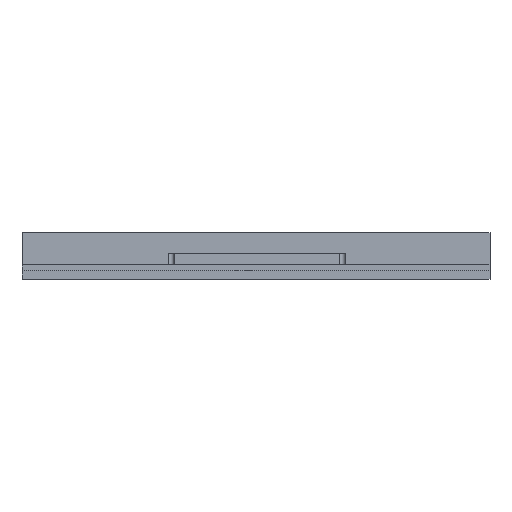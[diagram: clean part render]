
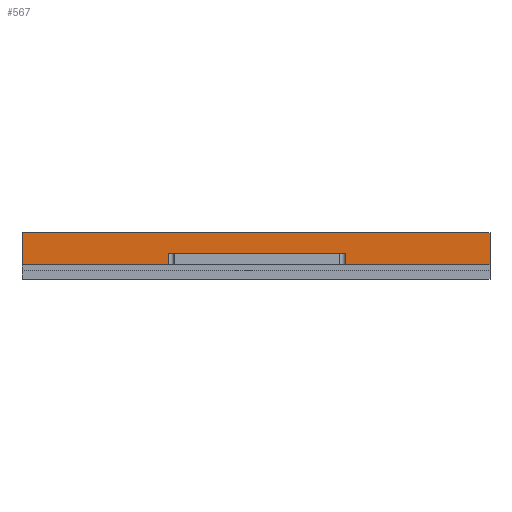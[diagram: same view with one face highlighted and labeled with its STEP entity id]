
A CAD part, front view. The second image highlights one B-rep face of the part: STEP entity #567.
In plain terms, the highlighted planar face has unit normal (0, -1, 0).
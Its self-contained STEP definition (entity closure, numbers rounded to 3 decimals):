
#40 = VERTEX_POINT ( 'NONE', #2806 ) ;
#240 = VECTOR ( 'NONE', #326, 1000. ) ;
#293 = VECTOR ( 'NONE', #523, 1000. ) ;
#294 = VECTOR ( 'NONE', #2835, 1000. ) ;
#322 = DIRECTION ( 'NONE',  ( 0., -1., 0. ) ) ;
#326 = DIRECTION ( 'NONE',  ( 0., 0., -1. ) ) ;
#327 = EDGE_CURVE ( 'NONE', #1885, #2343, #2434, .T. ) ;
#334 = DIRECTION ( 'NONE',  ( 1., 0., 0. ) ) ;
#438 = CARTESIAN_POINT ( 'NONE',  ( 0., -38., 2.5 ) ) ;
#471 = LINE ( 'NONE', #2192, #293 ) ;
#506 = VECTOR ( 'NONE', #3120, 1000. ) ;
#523 = DIRECTION ( 'NONE',  ( -1., 0., 0. ) ) ;
#532 = VERTEX_POINT ( 'NONE', #2168 ) ;
#567 = ADVANCED_FACE ( 'NONE', ( #683 ), #2852, .T. ) ;
#592 = EDGE_CURVE ( 'NONE', #2366, #532, #2825, .T. ) ;
#617 = CARTESIAN_POINT ( 'NONE',  ( 80., -38., 8. ) ) ;
#631 = CARTESIAN_POINT ( 'NONE',  ( 55.248, -38., 4.5 ) ) ;
#634 = ORIENTED_EDGE ( 'NONE', *, *, #327, .T. ) ;
#635 = DIRECTION ( 'NONE',  ( 0., 0., -1. ) ) ;
#671 = ORIENTED_EDGE ( 'NONE', *, *, #1944, .T. ) ;
#683 = FACE_OUTER_BOUND ( 'NONE', #3040, .T. ) ;
#746 = DIRECTION ( 'NONE',  ( 0., 0., -1. ) ) ;
#778 = VECTOR ( 'NONE', #2398, 1000. ) ;
#784 = VERTEX_POINT ( 'NONE', #2671 ) ;
#786 = CARTESIAN_POINT ( 'NONE',  ( 80., -38., 8. ) ) ;
#854 = VECTOR ( 'NONE', #746, 1000. ) ;
#1004 = CARTESIAN_POINT ( 'NONE',  ( 0., -38., 2.5 ) ) ;
#1094 = ORIENTED_EDGE ( 'NONE', *, *, #1607, .T. ) ;
#1102 = VERTEX_POINT ( 'NONE', #3168 ) ;
#1261 = LINE ( 'NONE', #2872, #506 ) ;
#1270 = LINE ( 'NONE', #3256, #3630 ) ;
#1312 = ORIENTED_EDGE ( 'NONE', *, *, #1502, .F. ) ;
#1463 = CARTESIAN_POINT ( 'NONE',  ( 80., -38., 8. ) ) ;
#1502 = EDGE_CURVE ( 'NONE', #40, #784, #2258, .T. ) ;
#1583 = LINE ( 'NONE', #438, #778 ) ;
#1607 = EDGE_CURVE ( 'NONE', #40, #2138, #1261, .T. ) ;
#1782 = AXIS2_PLACEMENT_3D ( 'NONE', #1463, #322, #334 ) ;
#1808 = EDGE_CURVE ( 'NONE', #1102, #532, #1583, .T. ) ;
#1885 = VERTEX_POINT ( 'NONE', #3032 ) ;
#1944 = EDGE_CURVE ( 'NONE', #2366, #1885, #471, .T. ) ;
#1972 = ORIENTED_EDGE ( 'NONE', *, *, #1808, .T. ) ;
#2115 = ORIENTED_EDGE ( 'NONE', *, *, #2216, .T. ) ;
#2138 = VERTEX_POINT ( 'NONE', #2940 ) ;
#2168 = CARTESIAN_POINT ( 'NONE',  ( 80., -38., 2.5 ) ) ;
#2192 = CARTESIAN_POINT ( 'NONE',  ( 80., -38., 8. ) ) ;
#2216 = EDGE_CURVE ( 'NONE', #2343, #784, #1270, .T. ) ;
#2258 = LINE ( 'NONE', #2541, #240 ) ;
#2261 = LINE ( 'NONE', #631, #294 ) ;
#2343 = VERTEX_POINT ( 'NONE', #1004 ) ;
#2366 = VERTEX_POINT ( 'NONE', #786 ) ;
#2398 = DIRECTION ( 'NONE',  ( 1., 0., 0. ) ) ;
#2408 = ORIENTED_EDGE ( 'NONE', *, *, #2705, .T. ) ;
#2431 = DIRECTION ( 'NONE',  ( 1., 0., 0. ) ) ;
#2434 = LINE ( 'NONE', #3213, #854 ) ;
#2541 = CARTESIAN_POINT ( 'NONE',  ( 25., -38., 4.5 ) ) ;
#2645 = VECTOR ( 'NONE', #635, 1000. ) ;
#2671 = CARTESIAN_POINT ( 'NONE',  ( 25., -38., 2.5 ) ) ;
#2705 = EDGE_CURVE ( 'NONE', #2138, #1102, #2261, .T. ) ;
#2806 = CARTESIAN_POINT ( 'NONE',  ( 25., -38., 4.5 ) ) ;
#2825 = LINE ( 'NONE', #617, #2645 ) ;
#2835 = DIRECTION ( 'NONE',  ( 0., 0., -1. ) ) ;
#2852 = PLANE ( 'NONE',  #1782 ) ;
#2872 = CARTESIAN_POINT ( 'NONE',  ( 25., -38., 4.5 ) ) ;
#2940 = CARTESIAN_POINT ( 'NONE',  ( 55.248, -38., 4.5 ) ) ;
#3032 = CARTESIAN_POINT ( 'NONE',  ( 0., -38., 8. ) ) ;
#3040 = EDGE_LOOP ( 'NONE', ( #2115, #1312, #1094, #2408, #1972, #3215, #671, #634 ) ) ;
#3120 = DIRECTION ( 'NONE',  ( 1., 0., 0. ) ) ;
#3168 = CARTESIAN_POINT ( 'NONE',  ( 55.248, -38., 2.5 ) ) ;
#3213 = CARTESIAN_POINT ( 'NONE',  ( 0., -38., 8. ) ) ;
#3215 = ORIENTED_EDGE ( 'NONE', *, *, #592, .F. ) ;
#3256 = CARTESIAN_POINT ( 'NONE',  ( 0., -38., 2.5 ) ) ;
#3630 = VECTOR ( 'NONE', #2431, 1000. ) ;
